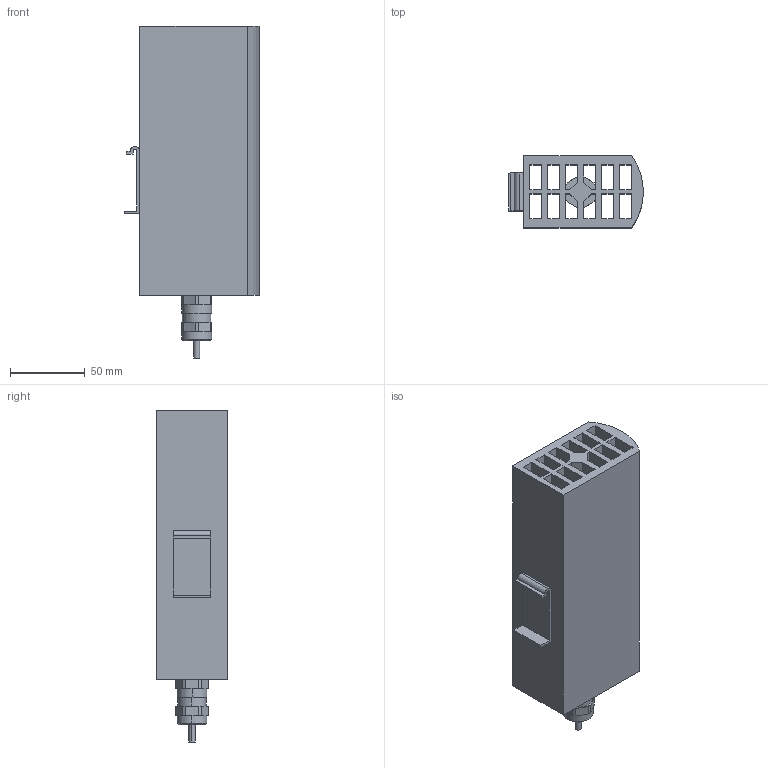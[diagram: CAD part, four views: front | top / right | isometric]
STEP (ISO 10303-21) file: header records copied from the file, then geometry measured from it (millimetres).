
FILE_DESCRIPTION (( 'STEP AP214' ), '1' );
FILE_NAME ('020320-00.STEP', '2017-12-08T14:35:45', ( '' ), ( '' ), 'SwSTEP 2.0', 'SolidWorks 2017', '' );
FILE_SCHEMA (( 'AUTOMOTIVE_DESIGN' ));
Length unit declared in the file: inch
Products named in the file (1): 020320-00
Bounding box: 90.16 x 48 x 221.98 mm (x, y, z)
Volume: 401888 mm3; surface area: 157891.4 mm2
Topology: 3 solids, 3 shells, 125 faces, 330 edges, 214 vertices
Faces by surface type: plane 109, cylinder 14, cone 2
Entity records: 3908 total; most frequent: CARTESIAN_POINT 670, ORIENTED_EDGE 660, DIRECTION 620, EDGE_CURVE 330, VECTOR 292, LINE 292, VERTEX_POINT 214, AXIS2_PLACEMENT_3D 164
